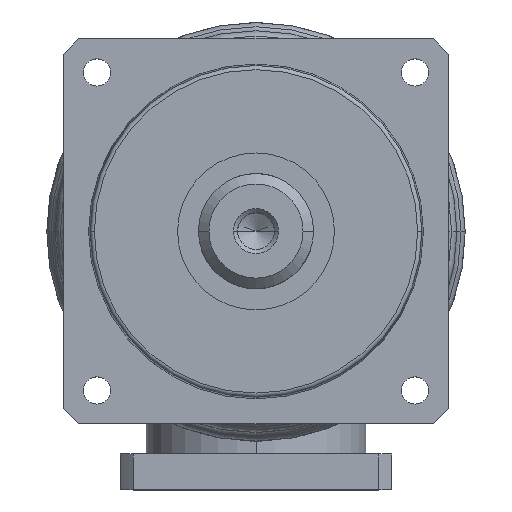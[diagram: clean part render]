
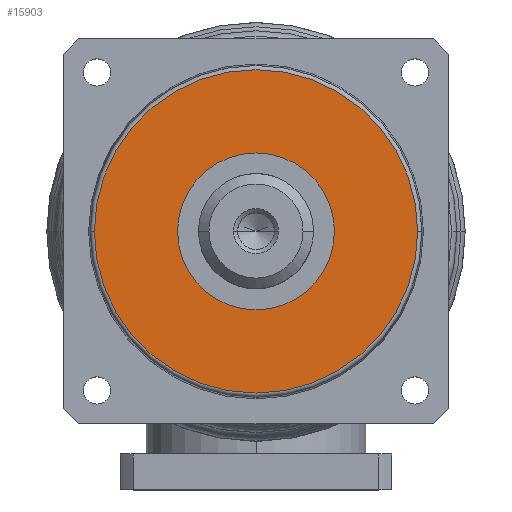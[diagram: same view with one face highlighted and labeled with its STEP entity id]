
A CAD part, top view. The second image highlights one B-rep face of the part: STEP entity #15903.
In plain terms, the highlighted planar face has unit normal (0, 0, 1).
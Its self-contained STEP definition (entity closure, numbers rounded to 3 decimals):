
#14920=CARTESIAN_POINT('',(0.,0.,137.));
#14921=DIRECTION('',(0.,0.,1.));
#14922=DIRECTION('',(1.,0.,0.));
#14923=AXIS2_PLACEMENT_3D('',#14920,#14921,#14922);
#14925=CARTESIAN_POINT('',(0.,0.,137.));
#14926=DIRECTION('',(0.,0.,1.));
#14927=DIRECTION('',(-1.,0.,0.));
#14928=AXIS2_PLACEMENT_3D('',#14925,#14926,#14927);
#14930=CARTESIAN_POINT('',(0.,0.,137.));
#14931=DIRECTION('',(0.,0.,-1.));
#14932=DIRECTION('',(1.,0.,0.));
#14933=AXIS2_PLACEMENT_3D('',#14930,#14931,#14932);
#14935=CARTESIAN_POINT('',(0.,0.,137.));
#14936=DIRECTION('',(0.,0.,-1.));
#14937=DIRECTION('',(-1.,0.,0.));
#14938=AXIS2_PLACEMENT_3D('',#14935,#14936,#14937);
#15333=CARTESIAN_POINT('',(-77.292,0.,137.));
#15334=CARTESIAN_POINT('',(77.292,0.,137.));
#15335=VERTEX_POINT('',#15333);
#15336=VERTEX_POINT('',#15334);
#15337=CARTESIAN_POINT('',(-37.5,0.,137.));
#15338=CARTESIAN_POINT('',(37.5,0.,137.));
#15339=VERTEX_POINT('',#15337);
#15340=VERTEX_POINT('',#15338);
#15888=CARTESIAN_POINT('',(0.,0.,137.));
#15889=DIRECTION('',(0.,0.,1.));
#15890=DIRECTION('',(1.,0.,0.));
#15891=AXIS2_PLACEMENT_3D('',#15888,#15889,#15890);
#15892=PLANE('',#15891);
#15893=ORIENTED_EDGE('',*,*,#15867,.F.);
#15894=ORIENTED_EDGE('',*,*,#15880,.F.);
#15895=EDGE_LOOP('',(#15893,#15894));
#15896=FACE_OUTER_BOUND('',#15895,.F.);
#15898=ORIENTED_EDGE('',*,*,#15897,.F.);
#15900=ORIENTED_EDGE('',*,*,#15899,.F.);
#15901=EDGE_LOOP('',(#15898,#15900));
#15902=FACE_BOUND('',#15901,.F.);
#15903=ADVANCED_FACE('',(#15896,#15902),#15892,.T.);
#14924=CIRCLE('',#14923,77.292);
#14929=CIRCLE('',#14928,77.292);
#14934=CIRCLE('',#14933,37.5);
#14939=CIRCLE('',#14938,37.5);
#15867=EDGE_CURVE('',#15336,#15335,#14924,.T.);
#15880=EDGE_CURVE('',#15335,#15336,#14929,.T.);
#15897=EDGE_CURVE('',#15340,#15339,#14934,.T.);
#15899=EDGE_CURVE('',#15339,#15340,#14939,.T.);
